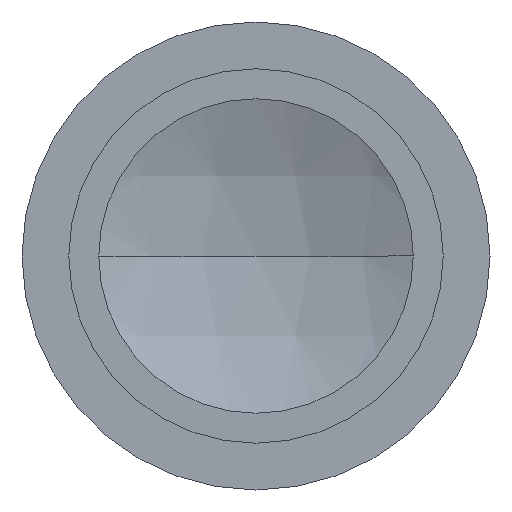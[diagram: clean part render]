
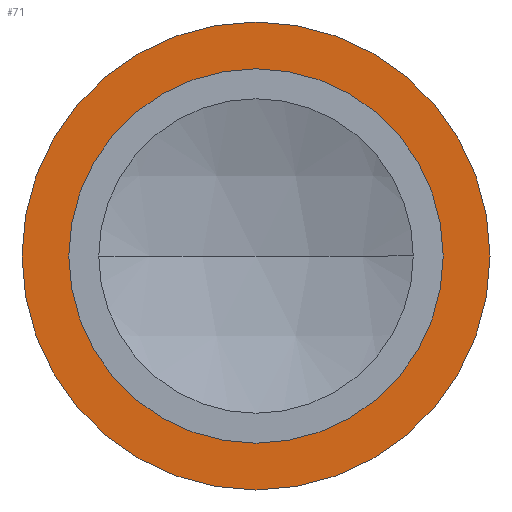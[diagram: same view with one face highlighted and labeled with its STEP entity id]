
A CAD part, left-side view. The second image highlights one B-rep face of the part: STEP entity #71.
In plain terms, the highlighted planar face has unit normal (-1, 0, 0).
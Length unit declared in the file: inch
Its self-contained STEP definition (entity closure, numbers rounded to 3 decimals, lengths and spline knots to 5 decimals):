
#3 = VERTEX_POINT ( 'NONE', #602 ) ;
#10 = DIRECTION ( 'NONE',  ( 0., 0., 1. ) ) ;
#67 = PLANE ( 'NONE',  #434 ) ;
#71 = ADVANCED_FACE ( 'NONE', ( #627, #704 ), #67, .T. ) ;
#85 = EDGE_CURVE ( 'NONE', #161, #3, #265, .T. ) ;
#99 = EDGE_CURVE ( 'NONE', #3, #161, #490, .T. ) ;
#103 = EDGE_LOOP ( 'NONE', ( #507, #512 ) ) ;
#107 = CARTESIAN_POINT ( 'NONE',  ( 0.44, 0., 0.0625 ) ) ;
#152 = CARTESIAN_POINT ( 'NONE',  ( 0.44, 0., 0. ) ) ;
#159 = EDGE_CURVE ( 'NONE', #169, #253, #358, .T. ) ;
#161 = VERTEX_POINT ( 'NONE', #107 ) ;
#169 = VERTEX_POINT ( 'NONE', #291 ) ;
#180 = DIRECTION ( 'NONE',  ( 0., 0., 1. ) ) ;
#184 = DIRECTION ( 'NONE',  ( -1., 0., 0. ) ) ;
#242 = CARTESIAN_POINT ( 'NONE',  ( 0.44, 0., 0. ) ) ;
#250 = CARTESIAN_POINT ( 'NONE',  ( 0.44, 0.05, 0. ) ) ;
#253 = VERTEX_POINT ( 'NONE', #342 ) ;
#265 = CIRCLE ( 'NONE', #568, 0.0625 ) ;
#287 = DIRECTION ( 'NONE',  ( -1., 0., 0. ) ) ;
#291 = CARTESIAN_POINT ( 'NONE',  ( 0.44, 0., 0.05 ) ) ;
#342 = CARTESIAN_POINT ( 'NONE',  ( 0.44, 0., -0.05 ) ) ;
#355 = EDGE_LOOP ( 'NONE', ( #369, #489 ) ) ;
#358 = CIRCLE ( 'NONE', #634, 0.05 ) ;
#369 = ORIENTED_EDGE ( 'NONE', *, *, #85, .T. ) ;
#413 = DIRECTION ( 'NONE',  ( -1., 0., 0. ) ) ;
#434 = AXIS2_PLACEMENT_3D ( 'NONE', #250, #184, #518 ) ;
#462 = CARTESIAN_POINT ( 'NONE',  ( 0.44, 0., 0. ) ) ;
#479 = DIRECTION ( 'NONE',  ( -1., 0., 0. ) ) ;
#489 = ORIENTED_EDGE ( 'NONE', *, *, #99, .T. ) ;
#490 = CIRCLE ( 'NONE', #600, 0.0625 ) ;
#507 = ORIENTED_EDGE ( 'NONE', *, *, #159, .F. ) ;
#512 = ORIENTED_EDGE ( 'NONE', *, *, #595, .F. ) ;
#518 = DIRECTION ( 'NONE',  ( 0., 0., 1. ) ) ;
#567 = DIRECTION ( 'NONE',  ( -1., 0., 0. ) ) ;
#568 = AXIS2_PLACEMENT_3D ( 'NONE', #462, #413, #10 ) ;
#584 = CIRCLE ( 'NONE', #608, 0.05 ) ;
#595 = EDGE_CURVE ( 'NONE', #253, #169, #584, .T. ) ;
#600 = AXIS2_PLACEMENT_3D ( 'NONE', #242, #567, #180 ) ;
#602 = CARTESIAN_POINT ( 'NONE',  ( 0.44, 0., -0.0625 ) ) ;
#608 = AXIS2_PLACEMENT_3D ( 'NONE', #152, #479, #715 ) ;
#610 = DIRECTION ( 'NONE',  ( 0., 0., 1. ) ) ;
#627 = FACE_OUTER_BOUND ( 'NONE', #355, .T. ) ;
#634 = AXIS2_PLACEMENT_3D ( 'NONE', #666, #287, #610 ) ;
#666 = CARTESIAN_POINT ( 'NONE',  ( 0.44, 0., 0. ) ) ;
#704 = FACE_BOUND ( 'NONE', #103, .T. ) ;
#715 = DIRECTION ( 'NONE',  ( 0., 0., 1. ) ) ;
